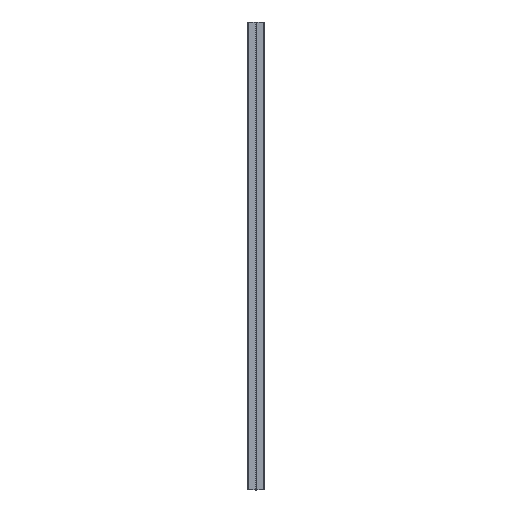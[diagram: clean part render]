
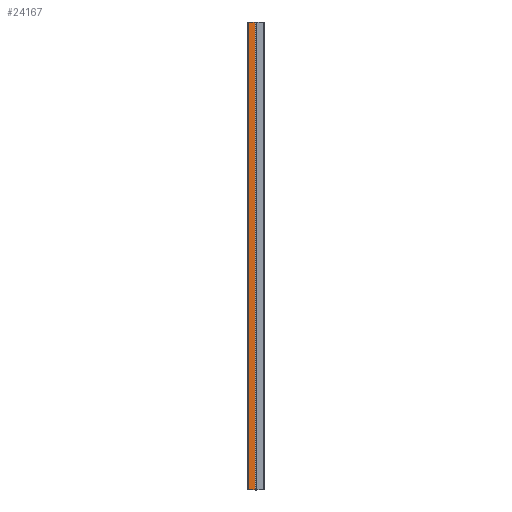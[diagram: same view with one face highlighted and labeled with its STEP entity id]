
A CAD part, left-side view. The second image highlights one B-rep face of the part: STEP entity #24167.
In plain terms, the highlighted planar face has unit normal (-1, 0, 0).
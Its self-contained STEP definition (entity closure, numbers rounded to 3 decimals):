
#1520 = CARTESIAN_POINT ( 'NONE',  ( -20.5, 0., 0. ) ) ;
#2595 = CARTESIAN_POINT ( 'NONE',  ( -20.5, 2.25, 0. ) ) ;
#5023 = DIRECTION ( 'NONE',  ( 0., 0., 1. ) ) ;
#5907 = ORIENTED_EDGE ( 'NONE', *, *, #36045, .F. ) ;
#5956 = VERTEX_POINT ( 'NONE', #21476 ) ;
#6458 = VERTEX_POINT ( 'NONE', #11971 ) ;
#6782 = VERTEX_POINT ( 'NONE', #40799 ) ;
#9494 = ORIENTED_EDGE ( 'NONE', *, *, #13951, .T. ) ;
#10228 = DIRECTION ( 'NONE',  ( 0., 1., 0. ) ) ;
#11971 = CARTESIAN_POINT ( 'NONE',  ( -20.5, 18.75, 0. ) ) ;
#12639 = DIRECTION ( 'NONE',  ( 1., 0., 0. ) ) ;
#13951 = EDGE_CURVE ( 'NONE', #6782, #53787, #53710, .T. ) ;
#14236 = CARTESIAN_POINT ( 'NONE',  ( -20.5, 18.75, -600. ) ) ;
#15415 = LINE ( 'NONE', #14236, #20943 ) ;
#17254 = LINE ( 'NONE', #20982, #49594 ) ;
#17520 = FACE_OUTER_BOUND ( 'NONE', #39581, .T. ) ;
#20943 = VECTOR ( 'NONE', #5023, 1000. ) ;
#20982 = CARTESIAN_POINT ( 'NONE',  ( -20.5, 0., -1200. ) ) ;
#21062 = VECTOR ( 'NONE', #10228, 1000. ) ;
#21310 = PLANE ( 'NONE',  #30899 ) ;
#21476 = CARTESIAN_POINT ( 'NONE',  ( -20.5, 18.75, -1200. ) ) ;
#21506 = DIRECTION ( 'NONE',  ( 0., 0., -1. ) ) ;
#24167 = ADVANCED_FACE ( 'NONE', ( #17520 ), #21310, .F. ) ;
#29648 = DIRECTION ( 'NONE',  ( 0., 1., 0. ) ) ;
#30899 = AXIS2_PLACEMENT_3D ( 'NONE', #39005, #12639, #21506 ) ;
#32362 = VECTOR ( 'NONE', #55691, 1000. ) ;
#36045 = EDGE_CURVE ( 'NONE', #5956, #6458, #15415, .T. ) ;
#38161 = ORIENTED_EDGE ( 'NONE', *, *, #40562, .T. ) ;
#39005 = CARTESIAN_POINT ( 'NONE',  ( -20.5, 0., -600. ) ) ;
#39581 = EDGE_LOOP ( 'NONE', ( #38161, #5907, #50002, #9494 ) ) ;
#40562 = EDGE_CURVE ( 'NONE', #53787, #6458, #51337, .T. ) ;
#40799 = CARTESIAN_POINT ( 'NONE',  ( -20.5, 2.25, -1200. ) ) ;
#49594 = VECTOR ( 'NONE', #29648, 1000. ) ;
#50002 = ORIENTED_EDGE ( 'NONE', *, *, #56567, .F. ) ;
#50916 = CARTESIAN_POINT ( 'NONE',  ( -20.5, 2.25, -600. ) ) ;
#51337 = LINE ( 'NONE', #1520, #21062 ) ;
#53710 = LINE ( 'NONE', #50916, #32362 ) ;
#53787 = VERTEX_POINT ( 'NONE', #2595 ) ;
#55691 = DIRECTION ( 'NONE',  ( 0., 0., 1. ) ) ;
#56567 = EDGE_CURVE ( 'NONE', #6782, #5956, #17254, .T. ) ;
